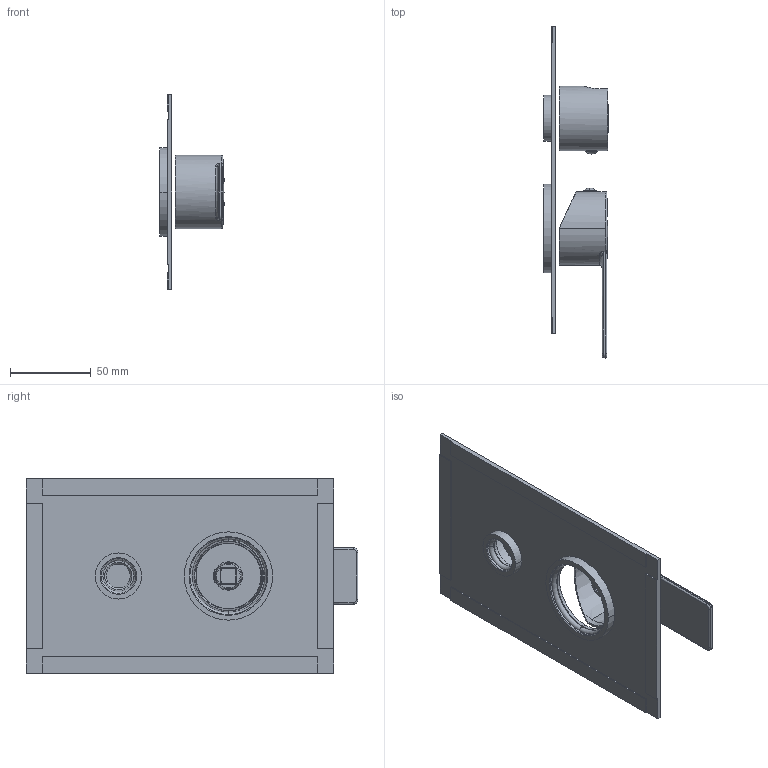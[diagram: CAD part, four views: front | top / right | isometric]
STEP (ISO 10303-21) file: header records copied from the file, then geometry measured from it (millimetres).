
FILE_DESCRIPTION((''),'2;1');
FILE_NAME('TA019CR-MEST','2021-11-08T11:49:16',('ut3'),('PAFFONI SpA'),'CREO PARAMETRIC BY PTC INC, 2020044','CREO PARAMETRIC BY PTC INC, 2020044','');
FILE_SCHEMA(('CONFIG_CONTROL_DESIGN','SHAPE_APPEARANCE_LAYERS_GROUPS'));
Length unit declared in the file: millimetre
Products named in the file (1): TA019CR-MEST
Bounding box: 39.85 x 205 x 120 mm (x, y, z)
Volume: 94174.9 mm3; surface area: 74375.7 mm2
Topology: 3 solids, 3 shells, 243 faces, 606 edges, 372 vertices
Faces by surface type: plane 101, cylinder 78, cone 31, torus 15, bspline 13, sphere 5
Entity records: 10459 total; most frequent: CARTESIAN_POINT 2964, ORIENTED_EDGE 1196, DIRECTION 1190, EDGE_CURVE 598, AXIS2_PLACEMENT_3D 441, VERTEX_POINT 372, VECTOR 308, LINE 308
